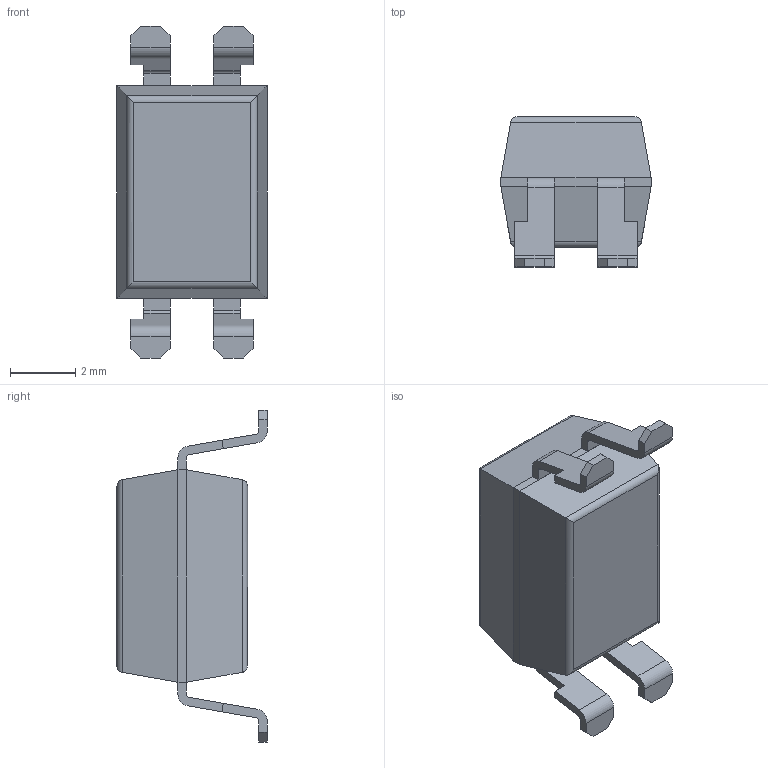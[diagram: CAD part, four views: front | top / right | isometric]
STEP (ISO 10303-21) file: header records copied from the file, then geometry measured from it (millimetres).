
FILE_DESCRIPTION (( 'STEP AP214' ), '1' );
FILE_NAME ('LTV-816S-TA1.STEP', '2019-06-23T05:20:46', ( '' ), ( '' ), 'SwSTEP 2.0', 'SolidWorks 2017', '' );
FILE_SCHEMA (( 'AUTOMOTIVE_DESIGN' ));
Length unit declared in the file: millimetre
Products named in the file (1): LTV-816S-TA1
Bounding box: 4.6 x 4.6 x 10.16 mm (x, y, z)
Volume: 110.1 mm3; surface area: 168.9 mm2
Topology: 5 solids, 5 shells, 97 faces, 242 edges, 156 vertices
Faces by surface type: plane 71, cylinder 26
Entity records: 2914 total; most frequent: CARTESIAN_POINT 520, ORIENTED_EDGE 484, DIRECTION 466, EDGE_CURVE 242, VECTOR 198, LINE 198, VERTEX_POINT 156, AXIS2_PLACEMENT_3D 134
